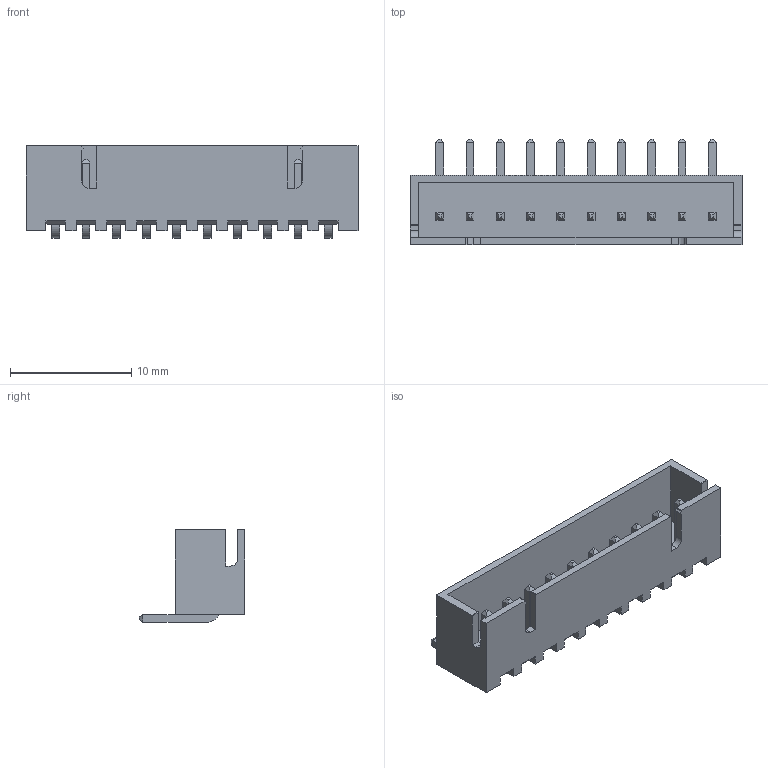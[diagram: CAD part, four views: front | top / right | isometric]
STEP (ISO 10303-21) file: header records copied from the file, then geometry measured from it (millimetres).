
FILE_DESCRIPTION(('FreeCAD Model'),'2;1');
FILE_NAME('Open CASCADE Shape Model','2024-09-07T14:20:09',(''),(''), 'Open CASCADE STEP processor 7.7','FreeCAD','Unknown');
FILE_SCHEMA(('AUTOMOTIVE_DESIGN { 1 0 10303 214 1 1 1 1 }'));
Length unit declared in the file: millimetre
Products named in the file (4): th_header_s10b_xh_a_knockoff; Body; Array; Body001
Assembly tree (13 placements, depth 3):
  th_header_s10b_xh_a_knockoff
    Body
    Array
      Body001  x10
    Body001
Bounding box: 27.4 x 8.73 x 7.64 mm (x, y, z)
Volume: 446 mm3; surface area: 1502.5 mm2
Topology: 12 solids, 12 shells, 330 faces, 850 edges, 544 vertices
Faces by surface type: plane 296, cylinder 34
Entity records: 5203 total; most frequent: CARTESIAN_POINT 918, ORIENTED_EDGE 900, DIRECTION 806, EDGE_CURVE 450, LINE 422, VECTOR 422, VERTEX_POINT 304, AXIS2_PLACEMENT_3D 192
